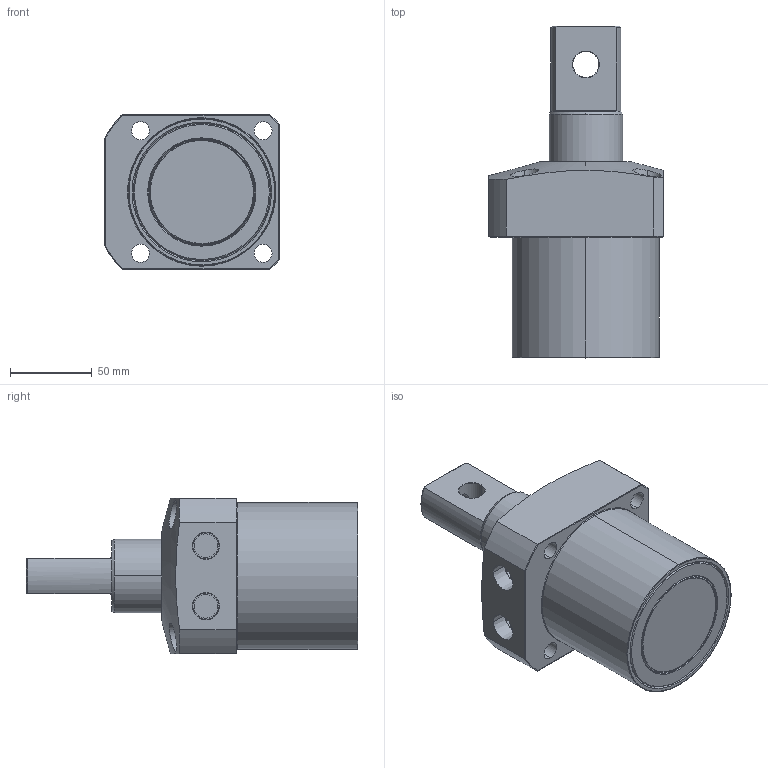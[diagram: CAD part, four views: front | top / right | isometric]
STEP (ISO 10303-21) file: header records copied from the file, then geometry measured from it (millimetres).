
FILE_DESCRIPTION (( 'STEP AP203' ), '1' );
FILE_NAME ('LHA0900-S-P.STEP', '2019-09-24T02:43:55', ( '微软用户' ), ( '微软中国' ), 'SwSTEP 2.0', 'SolidWorks 2012', '' );
FILE_SCHEMA (( 'CONFIG_CONTROL_DESIGN' ));
Length unit declared in the file: millimetre
Products named in the file (4): LHA0900-S-P; LHA0900-楓羔_蹬怮椔); LHA0900-咂衝椳紕溽_rev1; LHA0900-槭暌滀S(蹬怮椔)
Assembly tree (3 placements, depth 2):
  LHA0900-S-P
    LHA0900-槭暌滀S(蹬怮椔)
    LHA0900-咂衝椳紕溽_rev1
    LHA0900-楓羔_蹬怮椔)
Bounding box: 107 x 203 x 95 mm (x, y, z)
Volume: 960852.7 mm3; surface area: 87997.3 mm2
Topology: 3 solids, 3 shells, 117 faces, 268 edges, 170 vertices
Faces by surface type: cylinder 49, plane 31, cone 27, bspline 10
Entity records: 4509 total; most frequent: CARTESIAN_POINT 1465, DIRECTION 568, ORIENTED_EDGE 536, EDGE_CURVE 268, AXIS2_PLACEMENT_3D 237, VERTEX_POINT 170, EDGE_LOOP 142, CIRCLE 124
